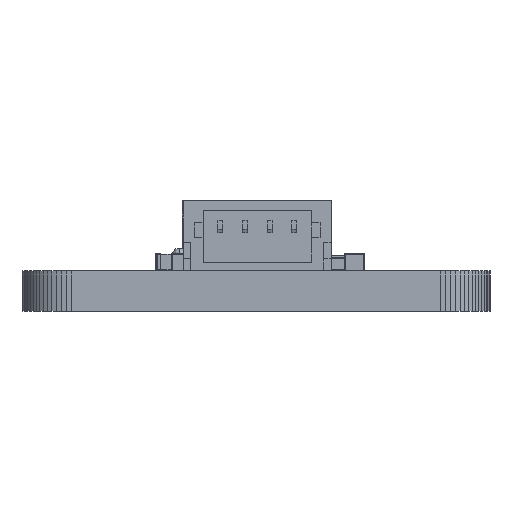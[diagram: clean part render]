
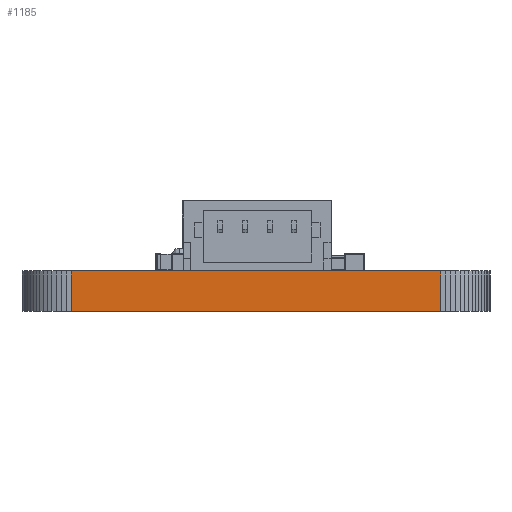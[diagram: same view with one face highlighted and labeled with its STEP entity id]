
A CAD part, left-side view. The second image highlights one B-rep face of the part: STEP entity #1185.
In plain terms, the highlighted planar face has unit normal (-1, 0, 0).
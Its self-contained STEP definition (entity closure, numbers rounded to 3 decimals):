
#1129 = VERTEX_POINT('',#1130);
#1130 = CARTESIAN_POINT('',(-6.,-2.,0.82));
#1136 = EDGE_CURVE('',#1137,#1129,#1139,.T.);
#1137 = VERTEX_POINT('',#1138);
#1138 = CARTESIAN_POINT('',(-6.,-2.,-0.82));
#1139 = LINE('',#1140,#1141);
#1140 = CARTESIAN_POINT('',(-6.,-2.,-0.82));
#1141 = VECTOR('',#1142,1.);
#1142 = DIRECTION('',(0.,0.,1.));
#1185 = ADVANCED_FACE('',(#1186),#1211,.F.);
#1186 = FACE_BOUND('',#1187,.F.);
#1187 = EDGE_LOOP('',(#1188,#1189,#1197,#1205));
#1188 = ORIENTED_EDGE('',*,*,#1136,.T.);
#1189 = ORIENTED_EDGE('',*,*,#1190,.T.);
#1190 = EDGE_CURVE('',#1129,#1191,#1193,.T.);
#1191 = VERTEX_POINT('',#1192);
#1192 = CARTESIAN_POINT('',(-6.,-17.,0.82));
#1193 = LINE('',#1194,#1195);
#1194 = CARTESIAN_POINT('',(-6.,-2.,0.82));
#1195 = VECTOR('',#1196,1.);
#1196 = DIRECTION('',(0.,-1.,0.));
#1197 = ORIENTED_EDGE('',*,*,#1198,.F.);
#1198 = EDGE_CURVE('',#1199,#1191,#1201,.T.);
#1199 = VERTEX_POINT('',#1200);
#1200 = CARTESIAN_POINT('',(-6.,-17.,-0.82));
#1201 = LINE('',#1202,#1203);
#1202 = CARTESIAN_POINT('',(-6.,-17.,-0.82));
#1203 = VECTOR('',#1204,1.);
#1204 = DIRECTION('',(0.,0.,1.));
#1205 = ORIENTED_EDGE('',*,*,#1206,.F.);
#1206 = EDGE_CURVE('',#1137,#1199,#1207,.T.);
#1207 = LINE('',#1208,#1209);
#1208 = CARTESIAN_POINT('',(-6.,-2.,-0.82));
#1209 = VECTOR('',#1210,1.);
#1210 = DIRECTION('',(0.,-1.,0.));
#1211 = PLANE('',#1212);
#1212 = AXIS2_PLACEMENT_3D('',#1213,#1214,#1215);
#1213 = CARTESIAN_POINT('',(-6.,-2.,-0.82));
#1214 = DIRECTION('',(1.,0.,0.));
#1215 = DIRECTION('',(0.,-1.,0.));
